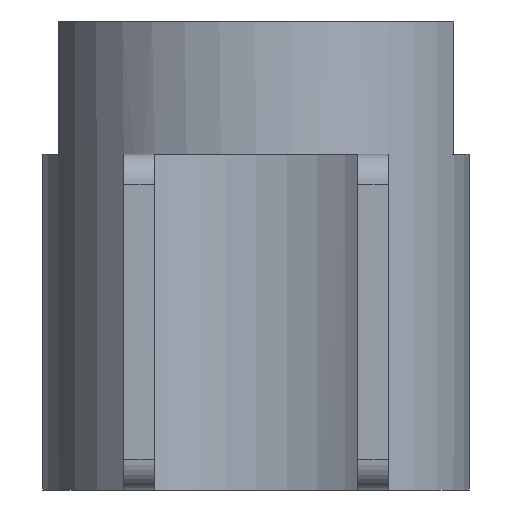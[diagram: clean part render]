
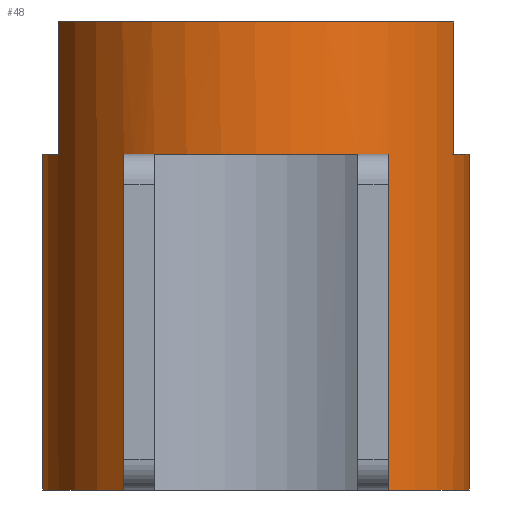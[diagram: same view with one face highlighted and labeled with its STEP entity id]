
A CAD part, front view. The second image highlights one B-rep face of the part: STEP entity #48.
In plain terms, the highlighted cylindrical face has radius 21 mm (diameter 42 mm), a full revolution.
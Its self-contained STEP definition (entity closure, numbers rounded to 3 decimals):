
#48=ADVANCED_FACE('',(#372,#374),#376,.T.);
#372=FACE_BOUND('',#373,.T.);
#373=EDGE_LOOP('',(#644,#645,#646,#647,#648));
#374=FACE_BOUND('',#375,.T.);
#375=EDGE_LOOP('',(#649,#650,#651,#652,#653,#654));
#376=CYLINDRICAL_SURFACE('',#377,21.);
#377=AXIS2_PLACEMENT_3D('',#378,#379,#380);
#378=CARTESIAN_POINT('',(0.,0.,0.));
#379=DIRECTION('',(0.,0.,1.));
#380=DIRECTION('',(0.619,-0.785,0.));
#644=ORIENTED_EDGE('',*,*,#848,.F.);
#645=ORIENTED_EDGE('',*,*,#849,.F.);
#646=ORIENTED_EDGE('',*,*,#850,.F.);
#647=ORIENTED_EDGE('',*,*,#851,.F.);
#648=ORIENTED_EDGE('',*,*,#852,.T.);
#649=ORIENTED_EDGE('',*,*,#853,.F.);
#650=ORIENTED_EDGE('',*,*,#854,.T.);
#651=ORIENTED_EDGE('',*,*,#855,.T.);
#652=ORIENTED_EDGE('',*,*,#856,.T.);
#653=ORIENTED_EDGE('',*,*,#857,.T.);
#654=ORIENTED_EDGE('',*,*,#858,.T.);
#848=EDGE_CURVE('',#950,#951,#952,.T.);
#849=EDGE_CURVE('',#953,#950,#954,.T.);
#850=EDGE_CURVE('',#955,#953,#956,.T.);
#851=EDGE_CURVE('',#957,#955,#958,.T.);
#852=EDGE_CURVE('',#957,#951,#959,.T.);
#853=EDGE_CURVE('',#960,#961,#962,.T.);
#854=EDGE_CURVE('',#960,#963,#964,.T.);
#855=EDGE_CURVE('',#963,#965,#966,.T.);
#856=EDGE_CURVE('',#965,#967,#968,.T.);
#857=EDGE_CURVE('',#967,#969,#970,.T.);
#858=EDGE_CURVE('',#969,#961,#971,.T.);
#950=VERTEX_POINT('',#1120);
#951=VERTEX_POINT('',#1121);
#952=CIRCLE('',#1122,21.);
#953=VERTEX_POINT('',#1126);
#954=CIRCLE('',#1127,21.);
#955=VERTEX_POINT('',#1131);
#956=LINE('',#1132,#1133);
#957=VERTEX_POINT('',#1135);
#958=CIRCLE('',#1136,21.);
#959=LINE('',#1140,#1141);
#960=VERTEX_POINT('',#1143);
#961=VERTEX_POINT('',#1144);
#962=LINE('',#1145,#1146);
#963=VERTEX_POINT('',#1148);
#964=CIRCLE('',#1149,21.);
#965=VERTEX_POINT('',#1153);
#966=LINE('',#1154,#1155);
#967=VERTEX_POINT('',#1157);
#968=CIRCLE('',#1158,21.);
#969=VERTEX_POINT('',#1162);
#970=CIRCLE('',#1163,21.);
#971=CIRCLE('',#1167,21.);
#1120=CARTESIAN_POINT('',(13.,-16.492,46.));
#1121=CARTESIAN_POINT('',(19.416,-8.,46.));
#1122=AXIS2_PLACEMENT_3D('',#1123,#1124,#1125);
#1123=CARTESIAN_POINT('',(0.,0.,46.));
#1124=DIRECTION('',(0.,0.,1.));
#1125=DIRECTION('',(0.619,-0.785,0.));
#1126=CARTESIAN_POINT('',(-19.416,-8.,46.));
#1127=AXIS2_PLACEMENT_3D('',#1128,#1129,#1130);
#1128=CARTESIAN_POINT('',(0.,0.,46.));
#1129=DIRECTION('',(0.,0.,1.));
#1130=DIRECTION('',(-0.925,-0.381,0.));
#1131=CARTESIAN_POINT('',(-19.416,-8.,33.));
#1132=CARTESIAN_POINT('',(-19.416,-8.,33.));
#1133=VECTOR('',#1134,1.);
#1134=DIRECTION('',(0.,0.,1.));
#1135=CARTESIAN_POINT('',(19.416,-8.,33.));
#1136=AXIS2_PLACEMENT_3D('',#1137,#1138,#1139);
#1137=CARTESIAN_POINT('',(0.,0.,33.));
#1138=DIRECTION('',(0.,0.,1.));
#1139=DIRECTION('',(0.925,-0.381,0.));
#1140=CARTESIAN_POINT('',(19.416,-8.,33.));
#1141=VECTOR('',#1142,1.);
#1142=DIRECTION('',(0.,0.,1.));
#1143=CARTESIAN_POINT('',(13.,-16.492,0.));
#1144=CARTESIAN_POINT('',(13.,-16.492,33.));
#1145=CARTESIAN_POINT('',(13.,-16.492,0.));
#1146=VECTOR('',#1147,1.);
#1147=DIRECTION('',(0.,0.,1.));
#1148=CARTESIAN_POINT('',(-13.,-16.492,0.));
#1149=AXIS2_PLACEMENT_3D('',#1150,#1151,#1152);
#1150=CARTESIAN_POINT('',(0.,0.,0.));
#1151=DIRECTION('',(0.,0.,1.));
#1152=DIRECTION('',(0.619,-0.785,0.));
#1153=CARTESIAN_POINT('',(-13.,-16.492,33.));
#1154=CARTESIAN_POINT('',(-13.,-16.492,0.));
#1155=VECTOR('',#1156,1.);
#1156=DIRECTION('',(0.,0.,1.));
#1157=CARTESIAN_POINT('',(-10.,-18.466,33.));
#1158=AXIS2_PLACEMENT_3D('',#1159,#1160,#1161);
#1159=CARTESIAN_POINT('',(0.,0.,33.));
#1160=DIRECTION('',(0.,0.,1.));
#1161=DIRECTION('',(-0.619,-0.785,0.));
#1162=CARTESIAN_POINT('',(10.,-18.466,33.));
#1163=AXIS2_PLACEMENT_3D('',#1164,#1165,#1166);
#1164=CARTESIAN_POINT('',(0.,0.,33.));
#1165=DIRECTION('',(0.,0.,1.));
#1166=DIRECTION('',(-0.476,-0.879,0.));
#1167=AXIS2_PLACEMENT_3D('',#1168,#1169,#1170);
#1168=CARTESIAN_POINT('',(0.,0.,33.));
#1169=DIRECTION('',(0.,0.,1.));
#1170=DIRECTION('',(0.476,-0.879,0.));
